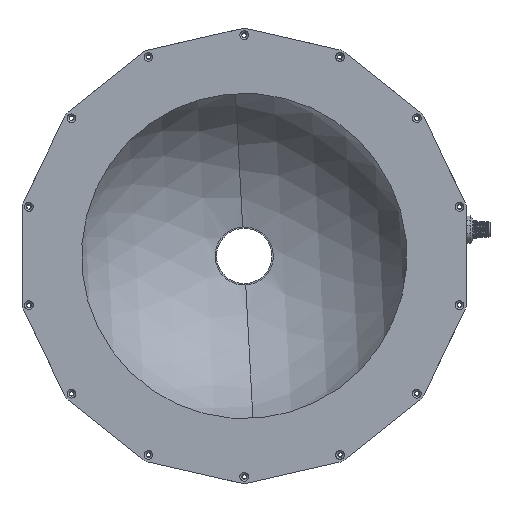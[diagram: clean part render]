
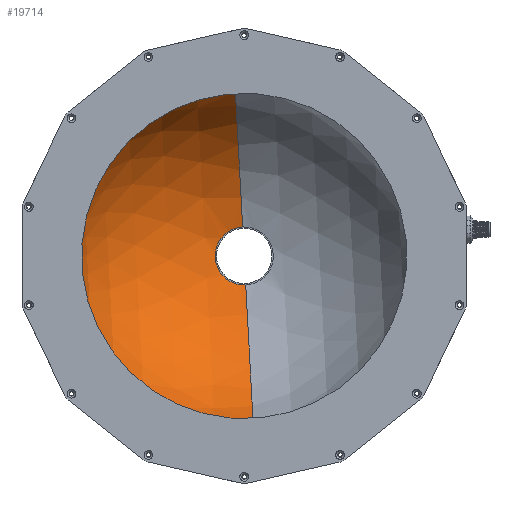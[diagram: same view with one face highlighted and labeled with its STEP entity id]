
A CAD part, front view. The second image highlights one B-rep face of the part: STEP entity #19714.
In plain terms, the highlighted spherical face has radius 127 mm.
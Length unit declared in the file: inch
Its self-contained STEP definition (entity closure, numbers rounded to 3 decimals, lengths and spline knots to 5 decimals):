
#789 = DIRECTION ( 'NONE',  ( 0., 0., 1. ) ) ;
#2597 = CIRCLE ( 'NONE', #39098, 4.99821 ) ;
#8501 = DIRECTION ( 'NONE',  ( 0., 1., 0. ) ) ;
#9654 = EDGE_LOOP ( 'NONE', ( #75894, #27337, #43196, #80188, #73503, #37272 ) ) ;
#9771 = CARTESIAN_POINT ( 'NONE',  ( 0., 4.93117, 0. ) ) ;
#15106 = DIRECTION ( 'NONE',  ( 0., -1., 0. ) ) ;
#15405 = AXIS2_PLACEMENT_3D ( 'NONE', #68475, #28553, #75123 ) ;
#16470 = DIRECTION ( 'NONE',  ( 0., 0., -1. ) ) ;
#17236 = DIRECTION ( 'NONE',  ( 0., 0., -1. ) ) ;
#19061 = CARTESIAN_POINT ( 'NONE',  ( 0., 4.93117, -0.82677 ) ) ;
#19714 = ADVANCED_FACE ( 'NONE', ( #22306 ), #84748, .F. ) ;
#21658 = VERTEX_POINT ( 'NONE', #77052 ) ;
#22306 = FACE_OUTER_BOUND ( 'NONE', #9654, .T. ) ;
#26656 = CARTESIAN_POINT ( 'NONE',  ( 0., 0., 0. ) ) ;
#27337 = ORIENTED_EDGE ( 'NONE', *, *, #60626, .T. ) ;
#27340 = CIRCLE ( 'NONE', #58250, 5. ) ;
#27625 = VERTEX_POINT ( 'NONE', #49359 ) ;
#28553 = DIRECTION ( 'NONE',  ( 0., -1., 0. ) ) ;
#30503 = EDGE_CURVE ( 'NONE', #21658, #53737, #79548, .T. ) ;
#33365 = DIRECTION ( 'NONE',  ( 1., 0., 0. ) ) ;
#37272 = ORIENTED_EDGE ( 'NONE', *, *, #38079, .F. ) ;
#37981 = VERTEX_POINT ( 'NONE', #81049 ) ;
#38079 = EDGE_CURVE ( 'NONE', #21658, #37981, #27340, .T. ) ;
#39098 = AXIS2_PLACEMENT_3D ( 'NONE', #55047, #15106, #61768 ) ;
#40913 = VERTEX_POINT ( 'NONE', #67390 ) ;
#41453 = CIRCLE ( 'NONE', #76041, 0.82677 ) ;
#43086 = AXIS2_PLACEMENT_3D ( 'NONE', #53867, #789, #47482 ) ;
#43196 = ORIENTED_EDGE ( 'NONE', *, *, #68323, .T. ) ;
#47482 = DIRECTION ( 'NONE',  ( 1., 0., 0. ) ) ;
#48483 = CARTESIAN_POINT ( 'NONE',  ( 0., 4.93117, 0. ) ) ;
#49359 = CARTESIAN_POINT ( 'NONE',  ( 0., 0.13373, -4.99821 ) ) ;
#53737 = VERTEX_POINT ( 'NONE', #19061 ) ;
#53867 = CARTESIAN_POINT ( 'NONE',  ( 0., 0., 0. ) ) ;
#54807 = EDGE_CURVE ( 'NONE', #27625, #37981, #2597, .T. ) ;
#55047 = CARTESIAN_POINT ( 'NONE',  ( 0., 0.13373, 0. ) ) ;
#55166 = DIRECTION ( 'NONE',  ( 0., 0., -1. ) ) ;
#56437 = DIRECTION ( 'NONE',  ( 0., 1., 0. ) ) ;
#57194 = CARTESIAN_POINT ( 'NONE',  ( 0., 0., 0. ) ) ;
#58250 = AXIS2_PLACEMENT_3D ( 'NONE', #57194, #17236, #63889 ) ;
#59723 = VERTEX_POINT ( 'NONE', #61821 ) ;
#60626 = EDGE_CURVE ( 'NONE', #53737, #40913, #41453, .T. ) ;
#61768 = DIRECTION ( 'NONE',  ( 0., 0., -1. ) ) ;
#61821 = CARTESIAN_POINT ( 'NONE',  ( -4.99821, 0.13373, 0. ) ) ;
#63889 = DIRECTION ( 'NONE',  ( -1., 0., 0. ) ) ;
#64577 = EDGE_CURVE ( 'NONE', #59723, #27625, #68490, .T. ) ;
#67390 = CARTESIAN_POINT ( 'NONE',  ( -0.82677, 4.93117, 0. ) ) ;
#68323 = EDGE_CURVE ( 'NONE', #40913, #59723, #85786, .T. ) ;
#68475 = CARTESIAN_POINT ( 'NONE',  ( 0., 0.13373, 0. ) ) ;
#68490 = CIRCLE ( 'NONE', #15405, 4.99821 ) ;
#69829 = AXIS2_PLACEMENT_3D ( 'NONE', #26656, #73244, #33365 ) ;
#73244 = DIRECTION ( 'NONE',  ( 0., 0., 1. ) ) ;
#73503 = ORIENTED_EDGE ( 'NONE', *, *, #54807, .T. ) ;
#75123 = DIRECTION ( 'NONE',  ( 0., 0., -1. ) ) ;
#75894 = ORIENTED_EDGE ( 'NONE', *, *, #30503, .T. ) ;
#76041 = AXIS2_PLACEMENT_3D ( 'NONE', #9771, #56437, #16470 ) ;
#77052 = CARTESIAN_POINT ( 'NONE',  ( 0.82677, 4.93117, 0. ) ) ;
#79548 = CIRCLE ( 'NONE', #83795, 0.82677 ) ;
#80188 = ORIENTED_EDGE ( 'NONE', *, *, #64577, .T. ) ;
#81049 = CARTESIAN_POINT ( 'NONE',  ( 4.99821, 0.13373, 0. ) ) ;
#83795 = AXIS2_PLACEMENT_3D ( 'NONE', #48483, #8501, #55166 ) ;
#84748 = SPHERICAL_SURFACE ( 'NONE', #43086, 5. ) ;
#85786 = CIRCLE ( 'NONE', #69829, 5. ) ;
